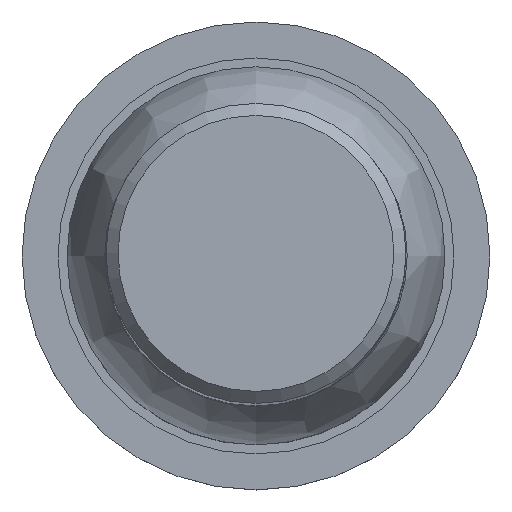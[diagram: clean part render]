
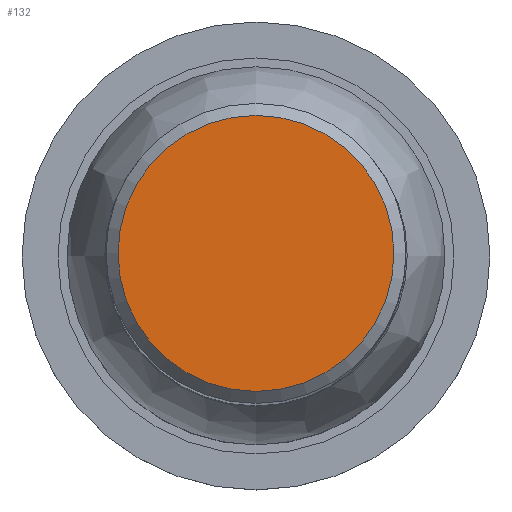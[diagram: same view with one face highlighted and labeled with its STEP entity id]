
A CAD part, top view. The second image highlights one B-rep face of the part: STEP entity #132.
In plain terms, the highlighted planar face has unit normal (0, 0, 1).
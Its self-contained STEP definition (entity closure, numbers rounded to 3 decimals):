
#114=PLANE('',#257);
#119=FACE_OUTER_BOUND('',#172,.T.);
#132=ADVANCED_FACE('',(#119),#114,.F.);
#172=EDGE_LOOP('',(#196));
#196=ORIENTED_EDGE('',*,*,#228,.T.);
#216=VERTEX_POINT('',#363);
#228=EDGE_CURVE('',#216,#216,#240,.T.);
#240=CIRCLE('',#255,11.5);
#255=AXIS2_PLACEMENT_3D('',#362,#287,#288);
#257=AXIS2_PLACEMENT_3D('',#365,#291,#292);
#287=DIRECTION('',(0.,0.,1.));
#288=DIRECTION('',(0.,-1.,0.));
#291=DIRECTION('',(0.,0.,-1.));
#292=DIRECTION('',(0.,1.,0.));
#362=CARTESIAN_POINT('',(0.,0.,0.));
#363=CARTESIAN_POINT('',(0.,-11.5,0.));
#365=CARTESIAN_POINT('',(0.,4.69,0.));
